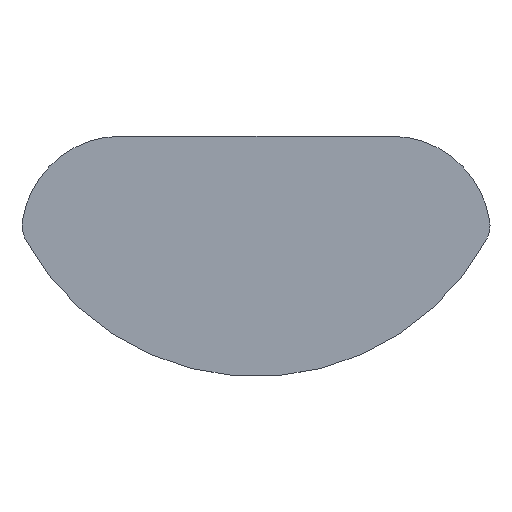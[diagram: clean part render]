
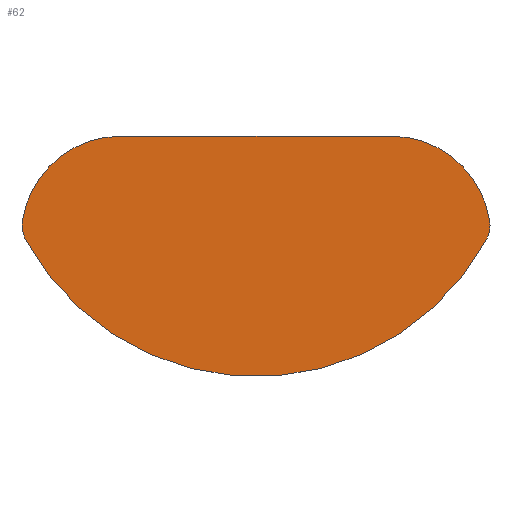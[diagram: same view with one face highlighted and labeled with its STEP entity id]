
A CAD part, top view. The second image highlights one B-rep face of the part: STEP entity #62.
In plain terms, the highlighted planar face has unit normal (0, 0, 1).
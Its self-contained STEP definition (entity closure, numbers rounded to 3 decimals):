
#7 = ORIENTED_EDGE ( 'NONE', *, *, #345, .T. ) ;
#18 = AXIS2_PLACEMENT_3D ( 'NONE', #250, #247, #301 ) ;
#24 = ORIENTED_EDGE ( 'NONE', *, *, #274, .T. ) ;
#36 = CARTESIAN_POINT ( 'NONE',  ( 28.654, 138., 2.5 ) ) ;
#46 = CARTESIAN_POINT ( 'NONE',  ( 28.654, 159., 2.5 ) ) ;
#48 = ORIENTED_EDGE ( 'NONE', *, *, #80, .T. ) ;
#55 = CARTESIAN_POINT ( 'NONE',  ( 49.507, 140.097, 2.5 ) ) ;
#62 = ADVANCED_FACE ( 'NONE', ( #63 ), #197, .T. ) ;
#63 = FACE_OUTER_BOUND ( 'NONE', #154, .T. ) ;
#71 = VECTOR ( 'NONE', #126, 1000. ) ;
#72 = ORIENTED_EDGE ( 'NONE', *, *, #188, .T. ) ;
#76 = ORIENTED_EDGE ( 'NONE', *, *, #113, .T. ) ;
#80 = EDGE_CURVE ( 'NONE', #185, #270, #269, .T. ) ;
#86 = DIRECTION ( 'NONE',  ( 0., 0., 1. ) ) ;
#87 = VERTEX_POINT ( 'NONE', #323 ) ;
#94 = EDGE_CURVE ( 'NONE', #291, #246, #281, .T. ) ;
#101 = DIRECTION ( 'NONE',  ( 1., 0., 0. ) ) ;
#113 = EDGE_CURVE ( 'NONE', #87, #291, #116, .T. ) ;
#116 = CIRCLE ( 'NONE', #255, 6. ) ;
#118 = DIRECTION ( 'NONE',  ( 1., 0., 0. ) ) ;
#120 = VERTEX_POINT ( 'NONE', #227 ) ;
#122 = DIRECTION ( 'NONE',  ( 0., 0., 1. ) ) ;
#126 = DIRECTION ( 'NONE',  ( -1., 0., 0. ) ) ;
#134 = DIRECTION ( 'NONE',  ( 1., 0., 0. ) ) ;
#152 = CARTESIAN_POINT ( 'NONE',  ( -43.507, 140.097, 2.5 ) ) ;
#153 = CIRCLE ( 'NONE', #156, 55.442 ) ;
#154 = EDGE_LOOP ( 'NONE', ( #24, #48, #72, #346, #7, #76, #260 ) ) ;
#156 = AXIS2_PLACEMENT_3D ( 'NONE', #166, #86, #288 ) ;
#166 = CARTESIAN_POINT ( 'NONE',  ( 0., 163.586, 2.5 ) ) ;
#168 = AXIS2_PLACEMENT_3D ( 'NONE', #36, #223, #118 ) ;
#171 = CIRCLE ( 'NONE', #18, 21. ) ;
#178 = CARTESIAN_POINT ( 'NONE',  ( -28.654, 159., 2.5 ) ) ;
#179 = CARTESIAN_POINT ( 'NONE',  ( 49.448, 140.936, 2.5 ) ) ;
#182 = CIRCLE ( 'NONE', #348, 6. ) ;
#183 = DIRECTION ( 'NONE',  ( 1., 0., 0. ) ) ;
#185 = VERTEX_POINT ( 'NONE', #203 ) ;
#187 = CARTESIAN_POINT ( 'NONE',  ( 28.654, 138., 2.5 ) ) ;
#188 = EDGE_CURVE ( 'NONE', #270, #233, #171, .T. ) ;
#190 = DIRECTION ( 'NONE',  ( 0., 0., 1. ) ) ;
#197 = PLANE ( 'NONE',  #168 ) ;
#203 = CARTESIAN_POINT ( 'NONE',  ( 28.654, 159., 2.5 ) ) ;
#206 = DIRECTION ( 'NONE',  ( 0., 0., 1. ) ) ;
#223 = DIRECTION ( 'NONE',  ( 0., 0., 1. ) ) ;
#227 = CARTESIAN_POINT ( 'NONE',  ( -48.787, 137.247, 2.5 ) ) ;
#229 = CARTESIAN_POINT ( 'NONE',  ( -49.448, 140.936, 2.5 ) ) ;
#231 = DIRECTION ( 'NONE',  ( 1., 0., 0. ) ) ;
#233 = VERTEX_POINT ( 'NONE', #229 ) ;
#234 = EDGE_CURVE ( 'NONE', #233, #120, #182, .T. ) ;
#238 = AXIS2_PLACEMENT_3D ( 'NONE', #278, #206, #231 ) ;
#246 = VERTEX_POINT ( 'NONE', #179 ) ;
#247 = DIRECTION ( 'NONE',  ( 0., 0., 1. ) ) ;
#250 = CARTESIAN_POINT ( 'NONE',  ( -28.654, 138., 2.5 ) ) ;
#253 = DIRECTION ( 'NONE',  ( 0., 0., 1. ) ) ;
#255 = AXIS2_PLACEMENT_3D ( 'NONE', #297, #253, #183 ) ;
#260 = ORIENTED_EDGE ( 'NONE', *, *, #94, .T. ) ;
#269 = LINE ( 'NONE', #46, #71 ) ;
#270 = VERTEX_POINT ( 'NONE', #178 ) ;
#274 = EDGE_CURVE ( 'NONE', #246, #185, #275, .T. ) ;
#275 = CIRCLE ( 'NONE', #280, 21. ) ;
#278 = CARTESIAN_POINT ( 'NONE',  ( 43.507, 140.097, 2.5 ) ) ;
#280 = AXIS2_PLACEMENT_3D ( 'NONE', #187, #190, #134 ) ;
#281 = CIRCLE ( 'NONE', #238, 6. ) ;
#288 = DIRECTION ( 'NONE',  ( 1., 0., 0. ) ) ;
#291 = VERTEX_POINT ( 'NONE', #55 ) ;
#297 = CARTESIAN_POINT ( 'NONE',  ( 43.507, 140.097, 2.5 ) ) ;
#301 = DIRECTION ( 'NONE',  ( 1., 0., 0. ) ) ;
#323 = CARTESIAN_POINT ( 'NONE',  ( 48.787, 137.247, 2.5 ) ) ;
#345 = EDGE_CURVE ( 'NONE', #120, #87, #153, .T. ) ;
#346 = ORIENTED_EDGE ( 'NONE', *, *, #234, .T. ) ;
#348 = AXIS2_PLACEMENT_3D ( 'NONE', #152, #122, #101 ) ;
